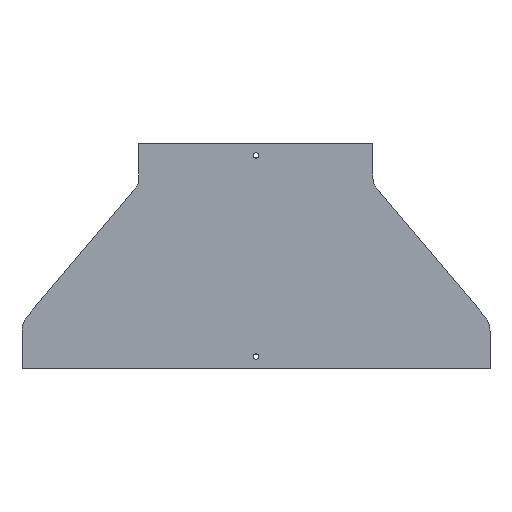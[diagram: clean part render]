
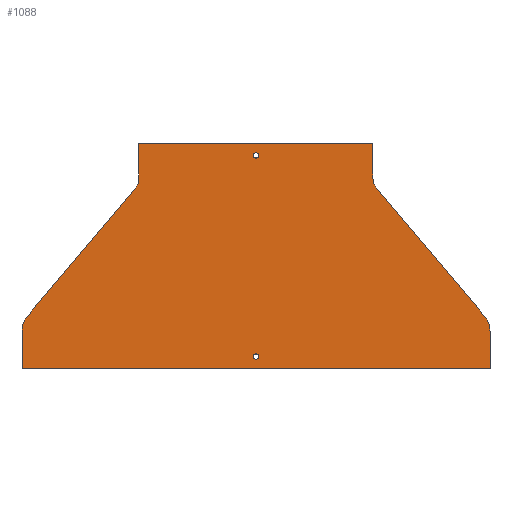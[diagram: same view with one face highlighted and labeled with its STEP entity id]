
A CAD part, front view. The second image highlights one B-rep face of the part: STEP entity #1088.
In plain terms, the highlighted planar face has unit normal (0, -1, 0).
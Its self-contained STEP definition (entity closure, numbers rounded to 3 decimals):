
#13 = VERTEX_POINT ( 'NONE', #1720 ) ;
#19 = VERTEX_POINT ( 'NONE', #1519 ) ;
#22 = VERTEX_POINT ( 'NONE', #1743 ) ;
#32 = VERTEX_POINT ( 'NONE', #1603 ) ;
#38 = VERTEX_POINT ( 'NONE', #1712 ) ;
#46 = VERTEX_POINT ( 'NONE', #1711 ) ;
#50 = VERTEX_POINT ( 'NONE', #1309 ) ;
#52 = VERTEX_POINT ( 'NONE', #1487 ) ;
#77 = VERTEX_POINT ( 'NONE', #1196 ) ;
#115 = CARTESIAN_POINT ( 'NONE',  ( 0., 0., -276.5 ) ) ;
#119 = CARTESIAN_POINT ( 'NONE',  ( 0., 0., -18.5 ) ) ;
#120 = CARTESIAN_POINT ( 'NONE',  ( -150., 0., 0. ) ) ;
#199 = CARTESIAN_POINT ( 'NONE',  ( 150., 0., 0. ) ) ;
#214 = DIRECTION ( 'NONE',  ( 0., 0., 1. ) ) ;
#216 = PLANE ( 'NONE',  #1127 ) ;
#218 = CARTESIAN_POINT ( 'NONE',  ( -170., 0., -44.045 ) ) ;
#224 = DIRECTION ( 'NONE',  ( 0., 1., 0. ) ) ;
#237 = VERTEX_POINT ( 'NONE', #1353 ) ;
#349 = ORIENTED_EDGE ( 'NONE', *, *, #812, .F. ) ;
#350 = ORIENTED_EDGE ( 'NONE', *, *, #811, .F. ) ;
#351 = ORIENTED_EDGE ( 'NONE', *, *, #823, .F. ) ;
#352 = ORIENTED_EDGE ( 'NONE', *, *, #837, .F. ) ;
#353 = ORIENTED_EDGE ( 'NONE', *, *, #840, .F. ) ;
#354 = ORIENTED_EDGE ( 'NONE', *, *, #851, .F. ) ;
#355 = ORIENTED_EDGE ( 'NONE', *, *, #886, .F. ) ;
#356 = ORIENTED_EDGE ( 'NONE', *, *, #959, .F. ) ;
#357 = ORIENTED_EDGE ( 'NONE', *, *, #966, .F. ) ;
#358 = ORIENTED_EDGE ( 'NONE', *, *, #867, .F. ) ;
#359 = ORIENTED_EDGE ( 'NONE', *, *, #873, .F. ) ;
#360 = ORIENTED_EDGE ( 'NONE', *, *, #814, .F. ) ;
#361 = ORIENTED_EDGE ( 'NONE', *, *, #817, .F. ) ;
#362 = ORIENTED_EDGE ( 'NONE', *, *, #820, .F. ) ;
#648 = EDGE_LOOP ( 'NONE', ( #350 ) ) ;
#659 = EDGE_LOOP ( 'NONE', ( #351, #352, #353, #354, #355, #356, #357, #358, #359, #360, #361, #362 ) ) ;
#667 = EDGE_LOOP ( 'NONE', ( #349 ) ) ;
#676 = CIRCLE ( 'NONE', #982, 20. ) ;
#681 = CIRCLE ( 'NONE', #979, 3.5 ) ;
#682 = CIRCLE ( 'NONE', #980, 3.5 ) ;
#686 = LINE ( 'NONE', #1704, #689 ) ;
#689 = VECTOR ( 'NONE', #1696, 1000. ) ;
#691 = CIRCLE ( 'NONE', #984, 30. ) ;
#696 = LINE ( 'NONE', #1605, #699 ) ;
#699 = VECTOR ( 'NONE', #1604, 1000. ) ;
#720 = LINE ( 'NONE', #1725, #723 ) ;
#723 = VECTOR ( 'NONE', #1730, 1000. ) ;
#726 = LINE ( 'NONE', #1245, #729 ) ;
#729 = VECTOR ( 'NONE', #1587, 1000. ) ;
#743 = CIRCLE ( 'NONE', #994, 30. ) ;
#763 = LINE ( 'NONE', #1649, #771 ) ;
#771 = VECTOR ( 'NONE', #1647, 1000. ) ;
#779 = LINE ( 'NONE', #1655, #782 ) ;
#782 = VECTOR ( 'NONE', #1550, 1000. ) ;
#789 = LINE ( 'NONE', #1543, #807 ) ;
#807 = VECTOR ( 'NONE', #1566, 1000. ) ;
#811 = EDGE_CURVE ( 'NONE', #2041, #2041, #681, .T. ) ;
#812 = EDGE_CURVE ( 'NONE', #2049, #2049, #682, .T. ) ;
#814 = EDGE_CURVE ( 'NONE', #50, #237, #676, .T. ) ;
#817 = EDGE_CURVE ( 'NONE', #52, #50, #686, .T. ) ;
#820 = EDGE_CURVE ( 'NONE', #46, #52, #691, .T. ) ;
#823 = EDGE_CURVE ( 'NONE', #38, #46, #696, .T. ) ;
#837 = EDGE_CURVE ( 'NONE', #32, #38, #720, .T. ) ;
#840 = EDGE_CURVE ( 'NONE', #19, #32, #726, .T. ) ;
#851 = EDGE_CURVE ( 'NONE', #13, #19, #743, .T. ) ;
#867 = EDGE_CURVE ( 'NONE', #2099, #2101, #763, .T. ) ;
#873 = EDGE_CURVE ( 'NONE', #237, #2099, #779, .T. ) ;
#886 = EDGE_CURVE ( 'NONE', #22, #13, #789, .T. ) ;
#959 = EDGE_CURVE ( 'NONE', #77, #22, #1905, .T. ) ;
#966 = EDGE_CURVE ( 'NONE', #2101, #77, #1904, .T. ) ;
#979 = AXIS2_PLACEMENT_3D ( 'NONE', #1590, #1312, #1674 ) ;
#980 = AXIS2_PLACEMENT_3D ( 'NONE', #1591, #1676, #1675 ) ;
#982 = AXIS2_PLACEMENT_3D ( 'NONE', #1336, #1313, #1292 ) ;
#984 = AXIS2_PLACEMENT_3D ( 'NONE', #1592, #1597, #1596 ) ;
#994 = AXIS2_PLACEMENT_3D ( 'NONE', #1716, #1715, #1670 ) ;
#1022 = AXIS2_PLACEMENT_3D ( 'NONE', #1381, #1379, #1378 ) ;
#1088 = ADVANCED_FACE ( 'NONE', ( #2002, #2005, #2003 ), #216, .F. ) ;
#1127 = AXIS2_PLACEMENT_3D ( 'NONE', #218, #224, #214 ) ;
#1196 = CARTESIAN_POINT ( 'NONE',  ( 150., 0., -44.045 ) ) ;
#1245 = CARTESIAN_POINT ( 'NONE',  ( 300., 0., -240.303 ) ) ;
#1292 = DIRECTION ( 'NONE',  ( 0., 0., 1. ) ) ;
#1309 = CARTESIAN_POINT ( 'NONE',  ( -154.706, 0., -56.933 ) ) ;
#1312 = DIRECTION ( 'NONE',  ( 0., -1., 0. ) ) ;
#1313 = DIRECTION ( 'NONE',  ( 0., -1., 0. ) ) ;
#1336 = CARTESIAN_POINT ( 'NONE',  ( -170., 0., -44.045 ) ) ;
#1353 = CARTESIAN_POINT ( 'NONE',  ( -150., 0., -44.045 ) ) ;
#1357 = CARTESIAN_POINT ( 'NONE',  ( 150., 0., 0. ) ) ;
#1378 = DIRECTION ( 'NONE',  ( 0., 0., -1. ) ) ;
#1379 = DIRECTION ( 'NONE',  ( 0., -1., 0. ) ) ;
#1381 = CARTESIAN_POINT ( 'NONE',  ( 170., 0., -44.045 ) ) ;
#1382 = DIRECTION ( 'NONE',  ( 0., 0., -1. ) ) ;
#1487 = CARTESIAN_POINT ( 'NONE',  ( -292.941, 0., -220.971 ) ) ;
#1519 = CARTESIAN_POINT ( 'NONE',  ( 300., 0., -240.303 ) ) ;
#1543 = CARTESIAN_POINT ( 'NONE',  ( 154.706, 0., -56.933 ) ) ;
#1550 = DIRECTION ( 'NONE',  ( 0., 0., 1. ) ) ;
#1566 = DIRECTION ( 'NONE',  ( 0.644, 0., -0.765 ) ) ;
#1587 = DIRECTION ( 'NONE',  ( 0., 0., -1. ) ) ;
#1590 = CARTESIAN_POINT ( 'NONE',  ( 0., 0., -15. ) ) ;
#1591 = CARTESIAN_POINT ( 'NONE',  ( 0., 0., -273. ) ) ;
#1592 = CARTESIAN_POINT ( 'NONE',  ( -270., 0., -240.303 ) ) ;
#1596 = DIRECTION ( 'NONE',  ( 0., 0., 1. ) ) ;
#1597 = DIRECTION ( 'NONE',  ( 0., 1., 0. ) ) ;
#1603 = CARTESIAN_POINT ( 'NONE',  ( 300., 0., -288. ) ) ;
#1604 = DIRECTION ( 'NONE',  ( 0., 0., 1. ) ) ;
#1605 = CARTESIAN_POINT ( 'NONE',  ( -300., 0., -240.303 ) ) ;
#1647 = DIRECTION ( 'NONE',  ( 1., 0., 0. ) ) ;
#1649 = CARTESIAN_POINT ( 'NONE',  ( -150., 0., 0. ) ) ;
#1655 = CARTESIAN_POINT ( 'NONE',  ( -150., 0., 0. ) ) ;
#1670 = DIRECTION ( 'NONE',  ( 0., 0., -1. ) ) ;
#1674 = DIRECTION ( 'NONE',  ( 0., 0., -1. ) ) ;
#1675 = DIRECTION ( 'NONE',  ( 0., 0., -1. ) ) ;
#1676 = DIRECTION ( 'NONE',  ( 0., -1., 0. ) ) ;
#1696 = DIRECTION ( 'NONE',  ( 0.644, 0., 0.765 ) ) ;
#1704 = CARTESIAN_POINT ( 'NONE',  ( -154.706, 0., -56.933 ) ) ;
#1711 = CARTESIAN_POINT ( 'NONE',  ( -300., 0., -240.303 ) ) ;
#1712 = CARTESIAN_POINT ( 'NONE',  ( -300., 0., -288. ) ) ;
#1715 = DIRECTION ( 'NONE',  ( 0., 1., 0. ) ) ;
#1716 = CARTESIAN_POINT ( 'NONE',  ( 270., 0., -240.303 ) ) ;
#1720 = CARTESIAN_POINT ( 'NONE',  ( 292.941, 0., -220.971 ) ) ;
#1725 = CARTESIAN_POINT ( 'NONE',  ( -300., 0., -288. ) ) ;
#1730 = DIRECTION ( 'NONE',  ( -1., 0., 0. ) ) ;
#1743 = CARTESIAN_POINT ( 'NONE',  ( 154.706, 0., -56.933 ) ) ;
#1904 = LINE ( 'NONE', #1357, #1920 ) ;
#1905 = CIRCLE ( 'NONE', #1022, 20. ) ;
#1920 = VECTOR ( 'NONE', #1382, 1000. ) ;
#2002 = FACE_BOUND ( 'NONE', #667, .T. ) ;
#2003 = FACE_OUTER_BOUND ( 'NONE', #659, .T. ) ;
#2005 = FACE_BOUND ( 'NONE', #648, .T. ) ;
#2041 = VERTEX_POINT ( 'NONE', #119 ) ;
#2049 = VERTEX_POINT ( 'NONE', #115 ) ;
#2099 = VERTEX_POINT ( 'NONE', #120 ) ;
#2101 = VERTEX_POINT ( 'NONE', #199 ) ;
